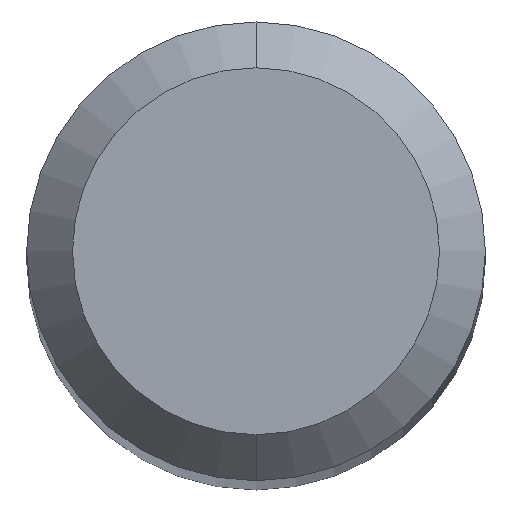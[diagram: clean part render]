
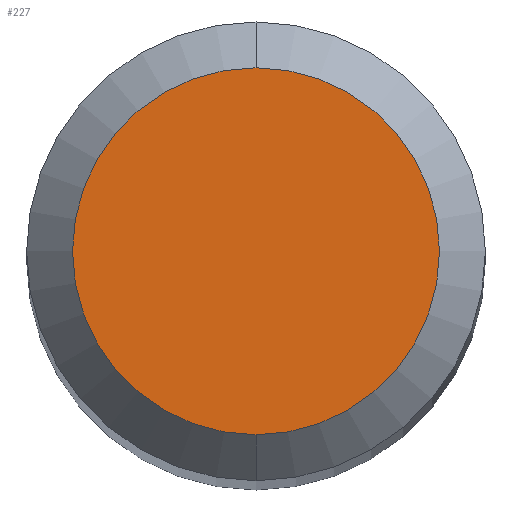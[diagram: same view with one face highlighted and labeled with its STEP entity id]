
A CAD part, top view. The second image highlights one B-rep face of the part: STEP entity #227.
In plain terms, the highlighted planar face has unit normal (0, 0, 1).
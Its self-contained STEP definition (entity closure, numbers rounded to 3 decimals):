
#211=EDGE_CURVE('',#273,#221,#514,.T.);
#221=VERTEX_POINT('',#525);
#227=ADVANCED_FACE('',(#531),#532,.T.);
#273=VERTEX_POINT('',#583);
#321=EDGE_CURVE('',#221,#273,#636,.T.);
#514=CIRCLE('',#868,1.2);
#525=CARTESIAN_POINT('',(0.0,1.2,0.0));
#531=FACE_OUTER_BOUND('',#890,.T.);
#532=PLANE('',#891);
#583=CARTESIAN_POINT('',(0.,-1.2,0.0));
#636=CIRCLE('',#1146,1.2);
#868=AXIS2_PLACEMENT_3D('',#1456,#1457,#1458);
#890=EDGE_LOOP('',(#1473,#1474));
#891=AXIS2_PLACEMENT_3D('',#1475,#1476,#1477);
#1146=AXIS2_PLACEMENT_3D('',#1597,#1598,#1599);
#1456=CARTESIAN_POINT('',(0.0,0.0,0.0));
#1457=DIRECTION('',(0.0,0.0,-1.0));
#1458=DIRECTION('',(0.0,1.0,0.0));
#1473=ORIENTED_EDGE('',*,*,#321,.F.);
#1474=ORIENTED_EDGE('',*,*,#211,.F.);
#1475=CARTESIAN_POINT('',(0.0,0.6,0.0));
#1476=DIRECTION('',(-0.0,0.0,1.0));
#1477=DIRECTION('',(0.0,-1.0,0.0));
#1597=CARTESIAN_POINT('',(0.0,0.0,0.0));
#1598=DIRECTION('',(0.0,0.0,-1.0));
#1599=DIRECTION('',(0.0,1.0,0.0));
